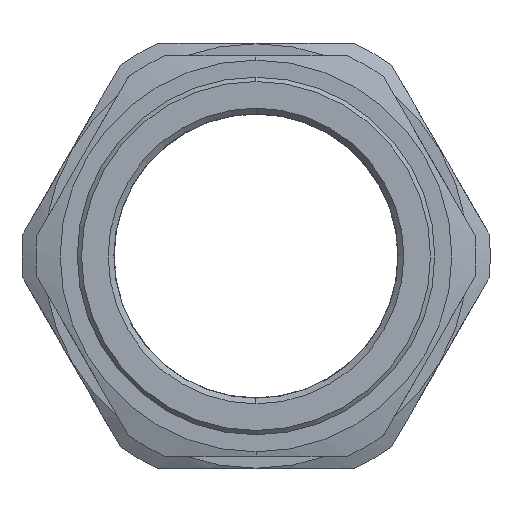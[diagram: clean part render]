
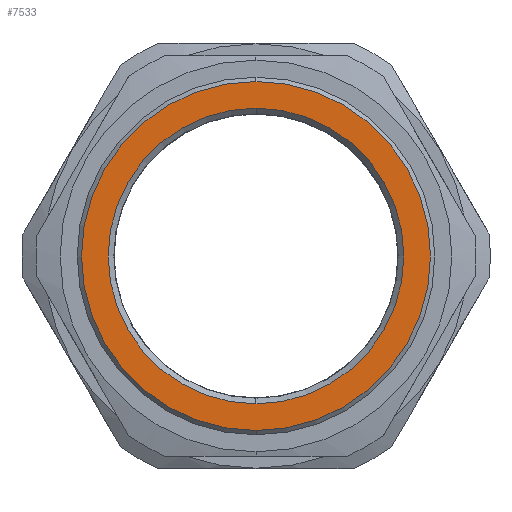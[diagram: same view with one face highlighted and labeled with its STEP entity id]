
A CAD part, left-side view. The second image highlights one B-rep face of the part: STEP entity #7533.
In plain terms, the highlighted planar face has unit normal (-1, 0, 0).
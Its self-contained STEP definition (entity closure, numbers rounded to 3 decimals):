
#34 = DIRECTION ( 'NONE',  ( -1., 0., 0. ) ) ;
#462 = DIRECTION ( 'NONE',  ( 0., 0., -1. ) ) ;
#519 = CARTESIAN_POINT ( 'NONE',  ( 0., 0., 0. ) ) ;
#581 = CIRCLE ( 'NONE', #4119, 26.05 ) ;
#586 = EDGE_CURVE ( 'NONE', #4738, #5623, #581, .T. ) ;
#627 = AXIS2_PLACEMENT_3D ( 'NONE', #7202, #5251, #4114 ) ;
#1519 = VERTEX_POINT ( 'NONE', #6339 ) ;
#1527 = DIRECTION ( 'NONE',  ( 1., 0., 0. ) ) ;
#1668 = ORIENTED_EDGE ( 'NONE', *, *, #4675, .T. ) ;
#1689 = CIRCLE ( 'NONE', #4960, 26.05 ) ;
#1911 = CARTESIAN_POINT ( 'NONE',  ( 0., 0., 0. ) ) ;
#2159 = AXIS2_PLACEMENT_3D ( 'NONE', #519, #3620, #462 ) ;
#2242 = PLANE ( 'NONE',  #627 ) ;
#2471 = FACE_OUTER_BOUND ( 'NONE', #6442, .T. ) ;
#2776 = ORIENTED_EDGE ( 'NONE', *, *, #4743, .T. ) ;
#2856 = FACE_BOUND ( 'NONE', #7339, .T. ) ;
#3042 = CIRCLE ( 'NONE', #5601, 30.75 ) ;
#3590 = ORIENTED_EDGE ( 'NONE', *, *, #5671, .T. ) ;
#3620 = DIRECTION ( 'NONE',  ( -1., 0., 0. ) ) ;
#3955 = ORIENTED_EDGE ( 'NONE', *, *, #586, .T. ) ;
#4114 = DIRECTION ( 'NONE',  ( 0., 0., -1. ) ) ;
#4119 = AXIS2_PLACEMENT_3D ( 'NONE', #4172, #6039, #5396 ) ;
#4172 = CARTESIAN_POINT ( 'NONE',  ( 0., 0., 0. ) ) ;
#4193 = VERTEX_POINT ( 'NONE', #7676 ) ;
#4216 = CIRCLE ( 'NONE', #2159, 30.75 ) ;
#4675 = EDGE_CURVE ( 'NONE', #5623, #4738, #1689, .T. ) ;
#4738 = VERTEX_POINT ( 'NONE', #5413 ) ;
#4743 = EDGE_CURVE ( 'NONE', #1519, #4193, #4216, .T. ) ;
#4960 = AXIS2_PLACEMENT_3D ( 'NONE', #5770, #1527, #5880 ) ;
#5251 = DIRECTION ( 'NONE',  ( 1., 0., 0. ) ) ;
#5396 = DIRECTION ( 'NONE',  ( 0., 0., -1. ) ) ;
#5413 = CARTESIAN_POINT ( 'NONE',  ( 0., 0., -26.05 ) ) ;
#5601 = AXIS2_PLACEMENT_3D ( 'NONE', #1911, #34, #7526 ) ;
#5623 = VERTEX_POINT ( 'NONE', #6767 ) ;
#5671 = EDGE_CURVE ( 'NONE', #4193, #1519, #3042, .T. ) ;
#5770 = CARTESIAN_POINT ( 'NONE',  ( 0., 0., 0. ) ) ;
#5880 = DIRECTION ( 'NONE',  ( 0., 0., -1. ) ) ;
#6039 = DIRECTION ( 'NONE',  ( 1., 0., 0. ) ) ;
#6339 = CARTESIAN_POINT ( 'NONE',  ( 0., 0., 30.75 ) ) ;
#6442 = EDGE_LOOP ( 'NONE', ( #3590, #2776 ) ) ;
#6767 = CARTESIAN_POINT ( 'NONE',  ( 0., 0., 26.05 ) ) ;
#7202 = CARTESIAN_POINT ( 'NONE',  ( 0., 0., 0. ) ) ;
#7339 = EDGE_LOOP ( 'NONE', ( #1668, #3955 ) ) ;
#7526 = DIRECTION ( 'NONE',  ( 0., 0., -1. ) ) ;
#7533 = ADVANCED_FACE ( 'NONE', ( #2471, #2856 ), #2242, .F. ) ;
#7676 = CARTESIAN_POINT ( 'NONE',  ( 0., 0., -30.75 ) ) ;
